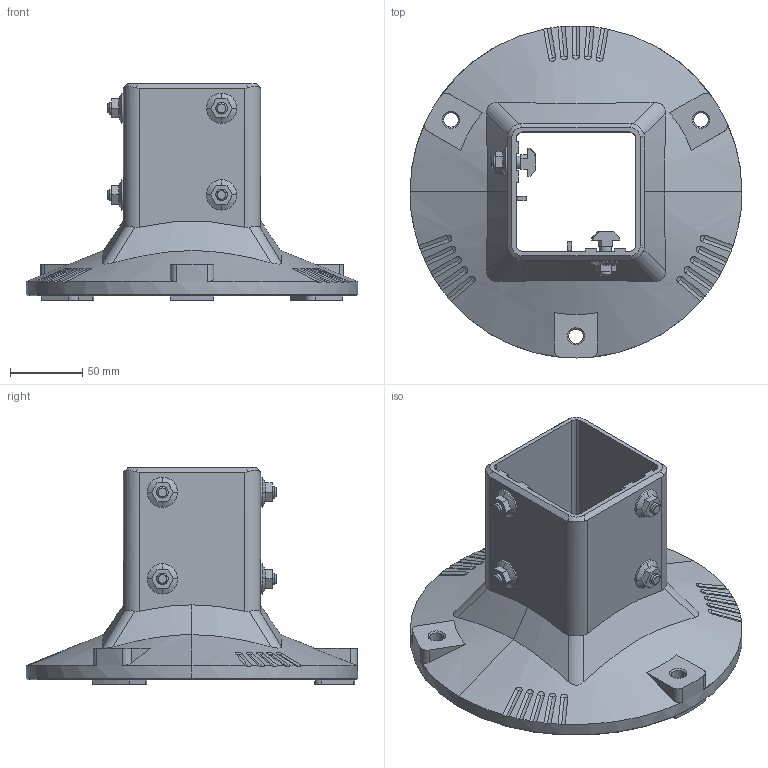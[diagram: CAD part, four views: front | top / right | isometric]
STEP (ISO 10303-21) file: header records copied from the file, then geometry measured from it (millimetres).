
FILE_DESCRIPTION(('STEP AP214'),'1');
FILE_NAME('cctmp_DB46FEE4-5BF7-4B9F-A6EE-EFB4B200A072_2020_1_16_6_58_7_450..stp','2020-01-16T05:58:08',('Bosch Rexroth AG'),('CADClick - www.CADClick.com'),'Spatial InterOp 3D',' ','unknown authorization - (Healing Option Enabled)');
FILE_SCHEMA(('AUTOMOTIVE_DESIGN'));
Length unit declared in the file: millimetre
Products named in the file (1): 2020_01_16__06-58-07-437
Bounding box: 230 x 230 x 150 mm (x, y, z)
Volume: 1060354.8 mm3; surface area: 177732.3 mm2
Topology: 1 solids, 1 shells, 349 faces, 927 edges, 605 vertices
Faces by surface type: plane 161, cylinder 121, cone 42, torus 15, bspline 10
Entity records: 19327 total; most frequent: CARTESIAN_POINT 7985, ORIENTED_EDGE 1854, DIRECTION 1689, EDGE_CURVE 927, VERTEX_POINT 605, AXIS2_PLACEMENT_3D 597, LINE 495, VECTOR 495
